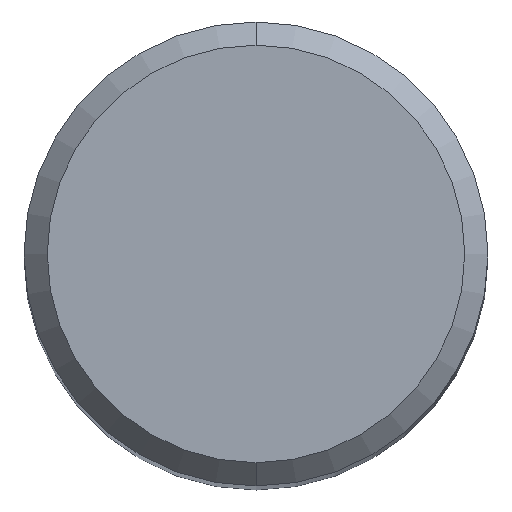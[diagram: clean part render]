
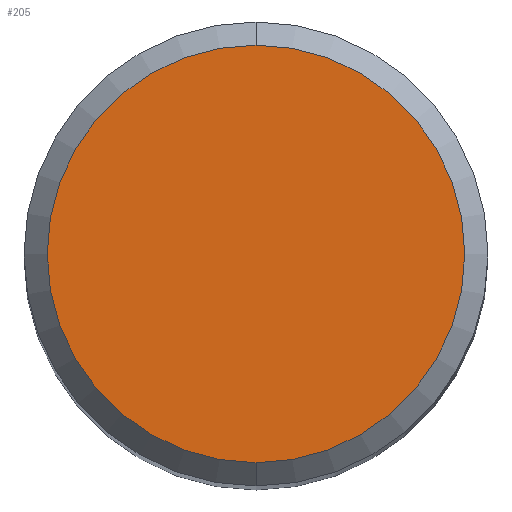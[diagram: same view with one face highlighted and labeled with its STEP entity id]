
A CAD part, top view. The second image highlights one B-rep face of the part: STEP entity #205.
In plain terms, the highlighted planar face has unit normal (0, 0, 1).
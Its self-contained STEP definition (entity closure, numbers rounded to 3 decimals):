
#205=ADVANCED_FACE('',(#515),#516,.T.);
#233=EDGE_CURVE('',#409,#393,#546,.T.);
#389=EDGE_CURVE('',#393,#409,#718,.T.);
#393=VERTEX_POINT('',#722);
#409=VERTEX_POINT('',#740);
#515=FACE_OUTER_BOUND('',#876,.T.);
#516=PLANE('',#877);
#546=CIRCLE('',#933,5.4);
#718=CIRCLE('',#1333,5.4);
#722=CARTESIAN_POINT('',(0.,-5.4,0.0));
#740=CARTESIAN_POINT('',(0.0,5.4,0.0));
#876=EDGE_LOOP('',(#1555,#1556));
#877=AXIS2_PLACEMENT_3D('',#1557,#1558,#1559);
#933=AXIS2_PLACEMENT_3D('',#1586,#1587,#1588);
#1333=AXIS2_PLACEMENT_3D('',#1788,#1789,#1790);
#1555=ORIENTED_EDGE('',*,*,#233,.F.);
#1556=ORIENTED_EDGE('',*,*,#389,.F.);
#1557=CARTESIAN_POINT('',(0.0,2.7,0.0));
#1558=DIRECTION('',(-0.0,0.0,1.0));
#1559=DIRECTION('',(0.0,-1.0,0.0));
#1586=CARTESIAN_POINT('',(0.0,0.0,0.0));
#1587=DIRECTION('',(0.0,0.0,-1.0));
#1588=DIRECTION('',(0.0,1.0,0.0));
#1788=CARTESIAN_POINT('',(0.0,0.0,0.0));
#1789=DIRECTION('',(0.0,0.0,-1.0));
#1790=DIRECTION('',(0.0,1.0,0.0));
